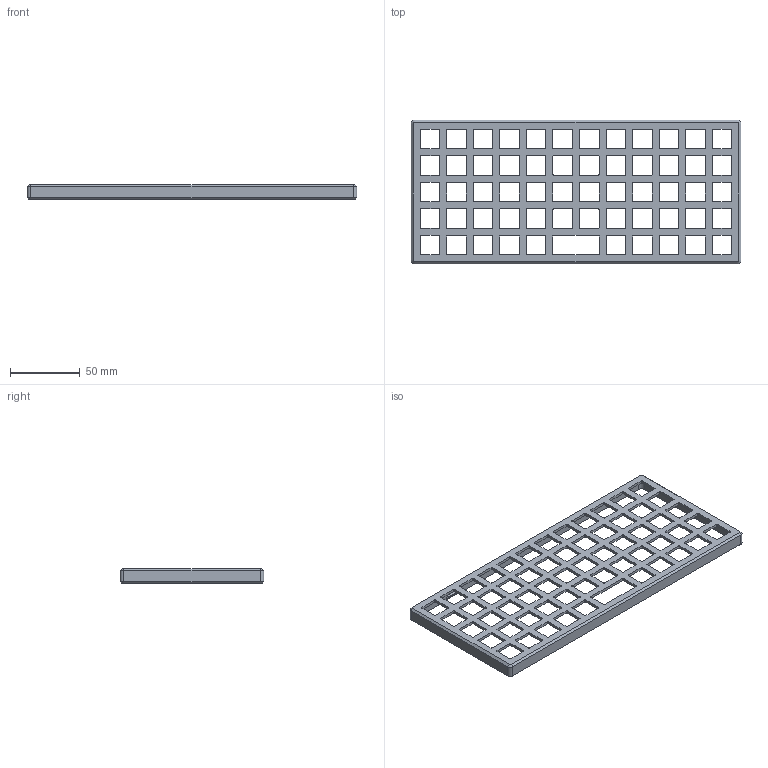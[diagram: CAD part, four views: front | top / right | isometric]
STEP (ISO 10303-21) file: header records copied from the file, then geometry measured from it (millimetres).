
FILE_DESCRIPTION(/* description */ ('STEP AP242','CAx-IF Rec.Pracs.---Representation and Presentation of Product Manufacturing Information (PMI)---4.0---2014-10-13','CAx-IF Rec.Pracs.---3D Tessellated Geometry---0.4---2014-09-14','2;1'),/* implementation_level */ '2;1');
FILE_NAME(/* name */ '64a9132da8667e2d67e0f249',/* time_stamp */ '2023-07-08T07:41:34Z',/* author */ (''),/* organization */ (''),/* preprocessor_version */ 'ST-DEVELOPER v19.4',/* originating_system */ ' ',/* authorisation */ ' ');
FILE_SCHEMA (('AP242_MANAGED_MODEL_BASED_3D_ENGINEERING_MIM_LF { 1 0 10303 442 1 1 4 }'));
Length unit declared in the file: metre
Products named in the file (1): Part 1
Bounding box: 236 x 103 x 10.5 mm (x, y, z)
Volume: 43455.3 mm3; surface area: 43211.5 mm2
Topology: 1 solids, 1 shells, 544 faces, 1596 edges, 1056 vertices
Faces by surface type: plane 272, cylinder 256, cone 16
Full cylindrical faces by diameter (mm): 1.6 x4
Entity records: 18338 total; most frequent: DIRECTION 3194, CARTESIAN_POINT 3177, ORIENTED_EDGE 3160, EDGE_CURVE 1580, AXIS2_PLACEMENT_3D 1069, LINE 1056, VECTOR 1056, VERTEX_POINT 1052
